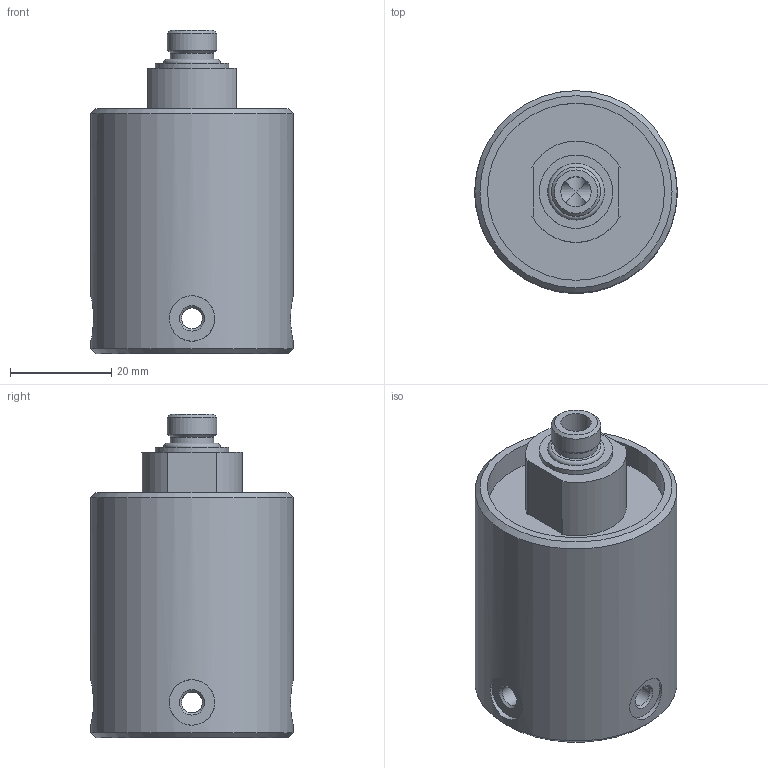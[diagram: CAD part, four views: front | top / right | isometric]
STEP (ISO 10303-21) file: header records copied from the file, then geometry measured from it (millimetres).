
FILE_DESCRIPTION(/* description */ ('STEP AP214'),/* implementation_level */ '2;1');
FILE_NAME(/* name */ '539290_GF-1_8-M5',/* time_stamp */ '2024-08-24T04:40:30+02:00',/* author */ ('License CC BY-ND 4.0'),/* organization */ ('CADENAS'),/* preprocessor_version */ 'ST-DEVELOPER v19.3',/* originating_system */ 'PARTsolutions',/* authorisation */ ' ');
FILE_SCHEMA (('AUTOMOTIVE_DESIGN {1 0 10303 214 3 1 1}'));
Length unit declared in the file: millimetre
Products named in the file (1): 539290 GF-1/8-M5
Bounding box: 40 x 40 x 64 mm (x, y, z)
Volume: 57514.8 mm3; surface area: 12221.9 mm2
Topology: 1 solids, 1 shells, 52 faces, 119 edges, 74 vertices
Faces by surface type: plane 21, cylinder 18, cone 12, torus 1
Full cylindrical faces by diameter (mm): 4.134 x6, 6 x1, 8.566 x1, 9 x4, 9.728 x1, 14.5 x1, 35 x1, 40 x1
Entity records: 1366 total; most frequent: CARTESIAN_POINT 284, DIRECTION 226, ORIENTED_EDGE 164, AXIS2_PLACEMENT_3D 99, FACE_BOUND 97, EDGE_LOOP 95, EDGE_CURVE 82, VERTEX_POINT 69
